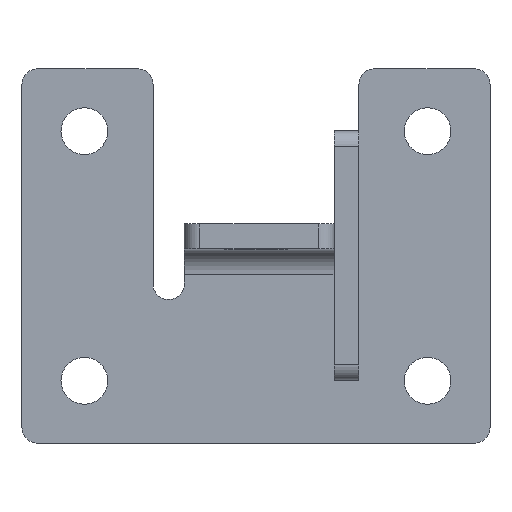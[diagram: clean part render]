
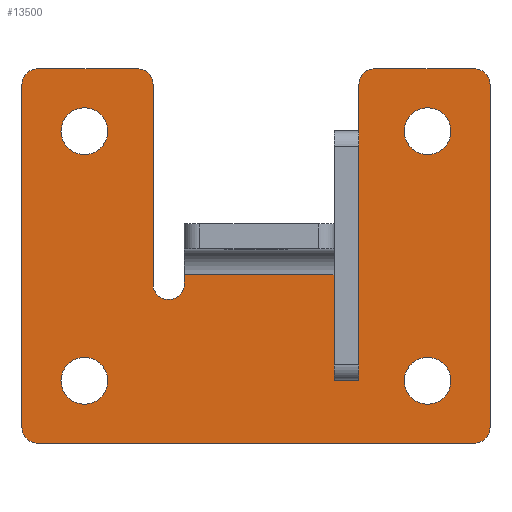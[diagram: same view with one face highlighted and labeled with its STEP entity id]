
A CAD part, top view. The second image highlights one B-rep face of the part: STEP entity #13500.
In plain terms, the highlighted planar face has unit normal (0, 0, 1).
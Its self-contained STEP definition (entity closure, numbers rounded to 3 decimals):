
#210=CARTESIAN_POINT('',(108.,50.,0.));
#220=VERTEX_POINT('',#210);
#250=CARTESIAN_POINT('',(104.,50.,0.));
#260=DIRECTION('',(0.,0.,1.));
#270=DIRECTION('',(1.,0.,0.));
#280=AXIS2_PLACEMENT_3D('',#250,#260,#270);
#290=CIRCLE('',#280,4.);
#300=CARTESIAN_POINT('',(104.,46.,0.));
#310=VERTEX_POINT('',#300);
#320=EDGE_CURVE('',#310,#220,#290,.T.);
#620=CARTESIAN_POINT('',(42.,51.,0.));
#630=VERTEX_POINT('',#620);
#660=CARTESIAN_POINT('',(42.,120.,0.));
#670=DIRECTION('',(0.,-1.,0.));
#680=VECTOR('',#670,1.);
#690=LINE('',#660,#680);
#700=CARTESIAN_POINT('',(42.,115.,0.));
#710=VERTEX_POINT('',#700);
#720=EDGE_CURVE('',#710,#630,#690,.T.);
#1020=CARTESIAN_POINT('',(37.,120.,0.));
#1030=VERTEX_POINT('',#1020);
#1060=CARTESIAN_POINT('',(0.,120.,0.));
#1070=DIRECTION('',(1.,0.,0.));
#1080=VECTOR('',#1070,1.);
#1090=LINE('',#1060,#1080);
#1100=CARTESIAN_POINT('',(5.,120.,0.));
#1110=VERTEX_POINT('',#1100);
#1120=EDGE_CURVE('',#1110,#1030,#1090,.T.);
#1420=CARTESIAN_POINT('',(0.,115.,0.));
#1430=VERTEX_POINT('',#1420);
#1460=CARTESIAN_POINT('',(0.,0.,0.));
#1470=DIRECTION('',(0.,1.,0.));
#1480=VECTOR('',#1470,1.);
#1490=LINE('',#1460,#1480);
#1500=CARTESIAN_POINT('',(0.,5.,0.));
#1510=VERTEX_POINT('',#1500);
#1520=EDGE_CURVE('',#1510,#1430,#1490,.T.);
#1820=CARTESIAN_POINT('',(5.,0.,0.));
#1830=VERTEX_POINT('',#1820);
#1860=CARTESIAN_POINT('',(0.,0.,0.));
#1870=DIRECTION('',(1.,0.,0.));
#1880=VECTOR('',#1870,1.);
#1890=LINE('',#1860,#1880);
#1900=CARTESIAN_POINT('',(145.,0.,0.));
#1910=VERTEX_POINT('',#1900);
#1920=EDGE_CURVE('',#1830,#1910,#1890,.T.);
#2220=CARTESIAN_POINT('',(150.,5.,0.));
#2230=VERTEX_POINT('',#2220);
#2260=CARTESIAN_POINT('',(150.,0.,0.));
#2270=DIRECTION('',(0.,1.,0.));
#2280=VECTOR('',#2270,1.);
#2290=LINE('',#2260,#2280);
#2300=CARTESIAN_POINT('',(150.,115.,0.));
#2310=VERTEX_POINT('',#2300);
#2320=EDGE_CURVE('',#2230,#2310,#2290,.T.);
#2620=CARTESIAN_POINT('',(145.,120.,0.));
#2630=VERTEX_POINT('',#2620);
#2660=CARTESIAN_POINT('',(150.,120.,0.));
#2670=DIRECTION('',(-1.,0.,0.));
#2680=VECTOR('',#2670,1.);
#2690=LINE('',#2660,#2680);
#2700=CARTESIAN_POINT('',(113.,120.,0.));
#2710=VERTEX_POINT('',#2700);
#2720=EDGE_CURVE('',#2630,#2710,#2690,.T.);
#2880=CARTESIAN_POINT('',(108.,120.,0.));
#2890=DIRECTION('',(0.,-1.,0.));
#2900=VECTOR('',#2890,1.);
#2910=LINE('',#2880,#2900);
#2920=CARTESIAN_POINT('',(108.,115.,0.));
#2930=VERTEX_POINT('',#2920);
#2940=EDGE_CURVE('',#2930,#220,#2910,.T.);
#3190=CARTESIAN_POINT('',(5.,5.,0.));
#3200=DIRECTION('',(0.,0.,1.));
#3210=DIRECTION('',(1.,0.,0.));
#3220=AXIS2_PLACEMENT_3D('',#3190,#3200,#3210);
#3230=CIRCLE('',#3220,5.);
#3240=EDGE_CURVE('',#1510,#1830,#3230,.T.);
#3430=CARTESIAN_POINT('',(145.,5.,0.));
#3440=DIRECTION('',(0.,0.,1.));
#3450=DIRECTION('',(1.,0.,0.));
#3460=AXIS2_PLACEMENT_3D('',#3430,#3440,#3450);
#3470=CIRCLE('',#3460,5.);
#3480=EDGE_CURVE('',#1910,#2230,#3470,.T.);
#3670=CARTESIAN_POINT('',(145.,115.,0.));
#3680=DIRECTION('',(0.,0.,1.));
#3690=DIRECTION('',(1.,0.,0.));
#3700=AXIS2_PLACEMENT_3D('',#3670,#3680,#3690);
#3710=CIRCLE('',#3700,5.);
#3720=EDGE_CURVE('',#2310,#2630,#3710,.T.);
#3910=CARTESIAN_POINT('',(5.,115.,0.));
#3920=DIRECTION('',(0.,0.,1.));
#3930=DIRECTION('',(1.,0.,0.));
#3940=AXIS2_PLACEMENT_3D('',#3910,#3920,#3930);
#3950=CIRCLE('',#3940,5.);
#3960=EDGE_CURVE('',#1110,#1430,#3950,.T.);
#4150=CARTESIAN_POINT('',(37.,115.,0.));
#4160=DIRECTION('',(0.,0.,1.));
#4170=DIRECTION('',(1.,0.,0.));
#4180=AXIS2_PLACEMENT_3D('',#4150,#4160,#4170);
#4190=CIRCLE('',#4180,5.);
#4200=EDGE_CURVE('',#710,#1030,#4190,.T.);
#4390=CARTESIAN_POINT('',(113.,115.,0.));
#4400=DIRECTION('',(0.,0.,1.));
#4410=DIRECTION('',(1.,0.,0.));
#4420=AXIS2_PLACEMENT_3D('',#4390,#4400,#4410);
#4430=CIRCLE('',#4420,5.);
#4440=EDGE_CURVE('',#2710,#2930,#4430,.T.);
#4630=CARTESIAN_POINT('',(47.,51.,0.));
#4640=DIRECTION('',(0.,0.,-1.));
#4650=DIRECTION('',(-1.,0.,0.));
#4660=AXIS2_PLACEMENT_3D('',#4630,#4640,#4650);
#4670=CIRCLE('',#4660,5.);
#4680=CARTESIAN_POINT('',(47.,46.,0.));
#4690=VERTEX_POINT('',#4680);
#4700=EDGE_CURVE('',#4690,#630,#4670,.T.);
#5020=CARTESIAN_POINT('',(137.5,20.,0.));
#5030=VERTEX_POINT('',#5020);
#5060=CARTESIAN_POINT('',(130.,20.,0.));
#5070=DIRECTION('',(0.,0.,1.));
#5080=DIRECTION('',(1.,0.,0.));
#5090=AXIS2_PLACEMENT_3D('',#5060,#5070,#5080);
#5100=CIRCLE('',#5090,7.5);
#5110=CARTESIAN_POINT('',(122.5,20.,0.));
#5120=VERTEX_POINT('',#5110);
#5130=EDGE_CURVE('',#5120,#5030,#5100,.T.);
#5440=CARTESIAN_POINT('',(27.5,20.,0.));
#5450=VERTEX_POINT('',#5440);
#5480=CARTESIAN_POINT('',(20.,20.,0.));
#5490=DIRECTION('',(0.,0.,1.));
#5500=DIRECTION('',(1.,0.,0.));
#5510=AXIS2_PLACEMENT_3D('',#5480,#5490,#5500);
#5520=CIRCLE('',#5510,7.5);
#5530=CARTESIAN_POINT('',(12.5,20.,0.));
#5540=VERTEX_POINT('',#5530);
#5550=EDGE_CURVE('',#5540,#5450,#5520,.T.);
#5860=CARTESIAN_POINT('',(27.5,100.,0.));
#5870=VERTEX_POINT('',#5860);
#5900=CARTESIAN_POINT('',(20.,100.,0.));
#5910=DIRECTION('',(0.,0.,1.));
#5920=DIRECTION('',(1.,0.,0.));
#5930=AXIS2_PLACEMENT_3D('',#5900,#5910,#5920);
#5940=CIRCLE('',#5930,7.5);
#5950=CARTESIAN_POINT('',(12.5,100.,0.));
#5960=VERTEX_POINT('',#5950);
#5970=EDGE_CURVE('',#5960,#5870,#5940,.T.);
#6280=CARTESIAN_POINT('',(137.5,100.,0.));
#6290=VERTEX_POINT('',#6280);
#6320=CARTESIAN_POINT('',(130.,100.,0.));
#6330=DIRECTION('',(0.,0.,1.));
#6340=DIRECTION('',(1.,0.,0.));
#6350=AXIS2_PLACEMENT_3D('',#6320,#6330,#6340);
#6360=CIRCLE('',#6350,7.5);
#6370=CARTESIAN_POINT('',(122.5,100.,0.));
#6380=VERTEX_POINT('',#6370);
#6390=EDGE_CURVE('',#6380,#6290,#6360,.T.);
#6770=CARTESIAN_POINT('',(52.,51.,0.));
#6780=VERTEX_POINT('',#6770);
#6810=CARTESIAN_POINT('',(47.,51.,0.));
#6820=DIRECTION('',(0.,0.,1.));
#6830=DIRECTION('',(1.,0.,0.));
#6840=AXIS2_PLACEMENT_3D('',#6810,#6820,#6830);
#6850=CIRCLE('',#6840,5.);
#6860=EDGE_CURVE('',#4690,#6780,#6850,.T.);
#6970=CARTESIAN_POINT('',(104.,50.,0.));
#6980=DIRECTION('',(0.,0.,-1.));
#6990=DIRECTION('',(-1.,0.,0.));
#7000=AXIS2_PLACEMENT_3D('',#6970,#6980,#6990);
#7010=CIRCLE('',#7000,4.);
#7020=CARTESIAN_POINT('',(100.,50.,0.));
#7030=VERTEX_POINT('',#7020);
#7040=EDGE_CURVE('',#310,#7030,#7010,.T.);
#7330=EDGE_CURVE('',#5450,#5540,#5520,.T.);
#7470=EDGE_CURVE('',#5030,#5120,#5100,.T.);
#7610=EDGE_CURVE('',#6290,#6380,#6360,.T.);
#7750=EDGE_CURVE('',#5870,#5960,#5940,.T.);
#7910=CARTESIAN_POINT('',(100.,54.,0.));
#7920=VERTEX_POINT('',#7910);
#8370=CARTESIAN_POINT('',(100.,70.,0.));
#8380=DIRECTION('',(0.,1.,0.));
#8390=VECTOR('',#8380,1.);
#8400=LINE('',#8370,#8390);
#8410=EDGE_CURVE('',#7030,#7920,#8400,.T.);
#9060=CARTESIAN_POINT('',(52.,54.,0.));
#9070=VERTEX_POINT('',#9060);
#9100=CARTESIAN_POINT('',(52.,206.,0.));
#9110=DIRECTION('',(0.,-1.,0.));
#9120=VECTOR('',#9110,1.);
#9130=LINE('',#9100,#9120);
#9140=EDGE_CURVE('',#9070,#6780,#9130,.T.);
#12350=CARTESIAN_POINT('',(0.,54.,0.));
#12360=DIRECTION('',(-1.,0.,0.));
#12370=VECTOR('',#12360,1.);
#12380=LINE('',#12350,#12370);
#12390=EDGE_CURVE('',#7920,#9070,#12380,.T.);
#13070=CARTESIAN_POINT('',(100.,70.,0.));
#13080=DIRECTION('',(0.,0.,-1.));
#13090=DIRECTION('',(-1.,0.,0.));
#13100=AXIS2_PLACEMENT_3D('',#13070,#13080,#13090);
#13110=PLANE('',#13100);
#13120=ORIENTED_EDGE('',*,*,#7470,.F.);
#13130=ORIENTED_EDGE('',*,*,#5130,.F.);
#13140=EDGE_LOOP('',(#13130,#13120));
#13150=FACE_BOUND('',#13140,.T.);
#13160=ORIENTED_EDGE('',*,*,#7330,.F.);
#13170=ORIENTED_EDGE('',*,*,#5550,.F.);
#13180=EDGE_LOOP('',(#13170,#13160));
#13190=FACE_BOUND('',#13180,.T.);
#13200=ORIENTED_EDGE('',*,*,#7750,.F.);
#13210=ORIENTED_EDGE('',*,*,#5970,.F.);
#13220=EDGE_LOOP('',(#13210,#13200));
#13230=FACE_BOUND('',#13220,.T.);
#13240=ORIENTED_EDGE('',*,*,#7610,.F.);
#13250=ORIENTED_EDGE('',*,*,#6390,.F.);
#13260=EDGE_LOOP('',(#13250,#13240));
#13270=FACE_BOUND('',#13260,.T.);
#13280=ORIENTED_EDGE('',*,*,#3960,.T.);
#13290=ORIENTED_EDGE('',*,*,#1120,.F.);
#13300=ORIENTED_EDGE('',*,*,#4200,.T.);
#13310=ORIENTED_EDGE('',*,*,#720,.F.);
#13320=ORIENTED_EDGE('',*,*,#4700,.T.);
#13330=ORIENTED_EDGE('',*,*,#6860,.F.);
#13340=ORIENTED_EDGE('',*,*,#9140,.T.);
#13350=ORIENTED_EDGE('',*,*,#12390,.T.);
#13360=ORIENTED_EDGE('',*,*,#8410,.T.);
#13370=ORIENTED_EDGE('',*,*,#7040,.T.);
#13380=ORIENTED_EDGE('',*,*,#320,.F.);
#13390=ORIENTED_EDGE('',*,*,#2940,.T.);
#13400=ORIENTED_EDGE('',*,*,#4440,.T.);
#13410=ORIENTED_EDGE('',*,*,#2720,.T.);
#13420=ORIENTED_EDGE('',*,*,#3720,.T.);
#13430=ORIENTED_EDGE('',*,*,#2320,.T.);
#13440=ORIENTED_EDGE('',*,*,#3480,.T.);
#13450=ORIENTED_EDGE('',*,*,#1920,.T.);
#13460=ORIENTED_EDGE('',*,*,#3240,.T.);
#13470=ORIENTED_EDGE('',*,*,#1520,.F.);
#13480=EDGE_LOOP('',(#13470,#13460,#13450,#13440,#13430,#13420,#13410,
#13400,#13390,#13380,#13370,#13360,#13350,#13340,#13330,#13320,#13310,
#13300,#13290,#13280));
#13490=FACE_OUTER_BOUND('',#13480,.T.);
#13500=ADVANCED_FACE('',(#13150,#13190,#13230,#13270,#13490),#13110,.F.)
;
